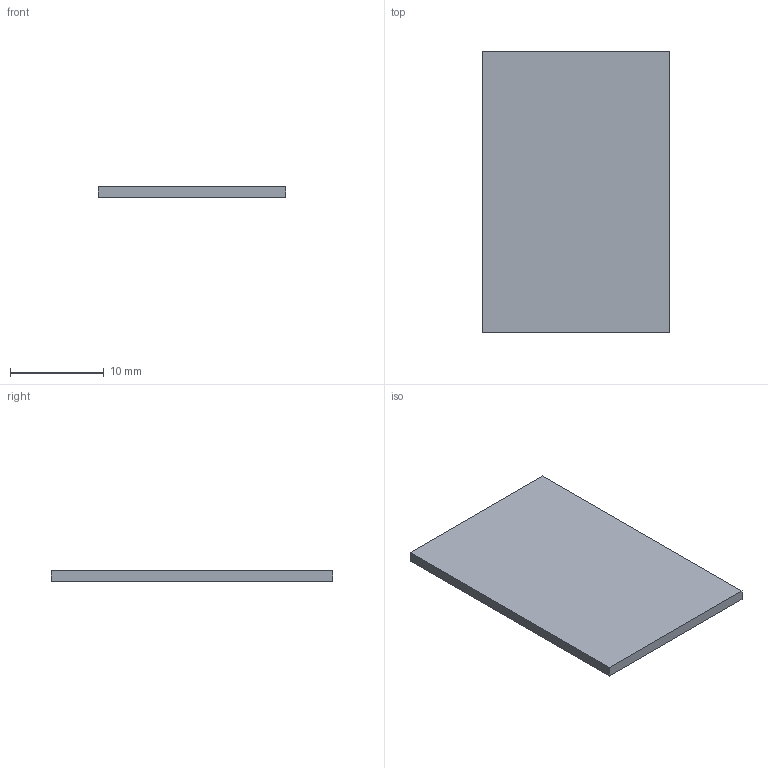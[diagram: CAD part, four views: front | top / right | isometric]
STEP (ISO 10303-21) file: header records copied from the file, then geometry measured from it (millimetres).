
FILE_DESCRIPTION (( 'STEP AP203' ), '1' );
FILE_NAME ('348503.STEP', '2019-07-31T07:07:42', ( '' ), ( '' ), 'SwSTEP 2.0', 'SolidWorks 2016', '' );
FILE_SCHEMA (( 'CONFIG_CONTROL_DESIGN' ));
Length unit declared in the file: millimetre
Products named in the file (2): 348503
Bounding box: 20 x 30 x 1.1 mm (x, y, z)
Volume: 660 mm3; surface area: 1310 mm2
Topology: 1 solids, 1 shells, 6 faces, 12 edges, 8 vertices
Faces by surface type: plane 6
Entity records: 311 total; most frequent: DIRECTION 28, CARTESIAN_POINT 28, ORIENTED_EDGE 24, PERSON_AND_ORGANIZATION 16, VECTOR 12, EDGE_CURVE 12, LINE 12, COORDINATED_UNIVERSAL_TIME_OFFSET 10
